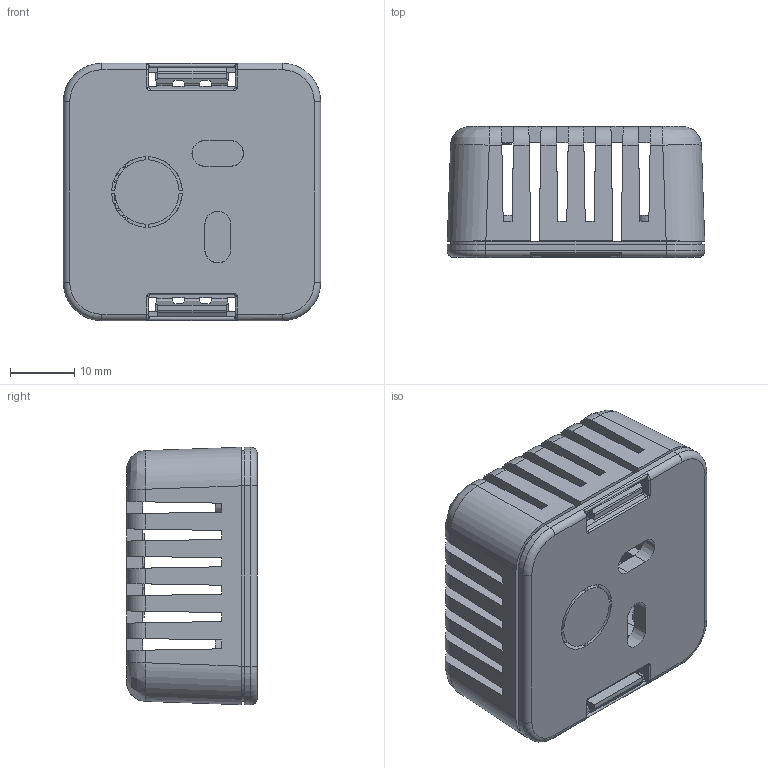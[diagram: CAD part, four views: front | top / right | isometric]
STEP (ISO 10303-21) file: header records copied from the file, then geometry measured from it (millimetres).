
FILE_DESCRIPTION(/* description */ ('','CAx-IF Rec.Pracs.---Representation and Presentation of Product Manufacturing Information (PMI)---4.0---2014-10-13'),/* implementation_level */ '2;1');
FILE_NAME(/* name */ '1551V1.stp',/* time_stamp */ '2018-10-15T14:50:47-04:00',/* author */ ('mbeerman'),/* organization */ (''),/* preprocessor_version */ 'ST-DEVELOPER v17',/* originating_system */ 'Autodesk Inventor 2018',/* authorisation */ '');
FILE_SCHEMA (('AP242_MANAGED_MODEL_BASED_3D_ENGINEERING_MIM_LF { 1 0 10303 442 1 1 4 }'));
Length unit declared in the file: millimetre
Products named in the file (3): 1551V1; 1551V1 BOT2; 1551V1 TOP1
Assembly tree (2 placements, depth 2):
  1551V1
    1551V1 BOT2
    1551V1 TOP1
Bounding box: 40 x 20.3 x 40 mm (x, y, z)
Volume: 10908.9 mm3; surface area: 12441 mm2
Topology: 2 solids, 2 shells, 755 faces, 2197 edges, 1440 vertices
Faces by surface type: plane 474, bspline 138, cylinder 106, cone 33, torus 4
Entity records: 26858 total; most frequent: CARTESIAN_POINT 7113, ORIENTED_EDGE 4386, DIRECTION 3603, EDGE_CURVE 2193, LINE 1623, VECTOR 1623, VERTEX_POINT 1440, AXIS2_PLACEMENT_3D 998
